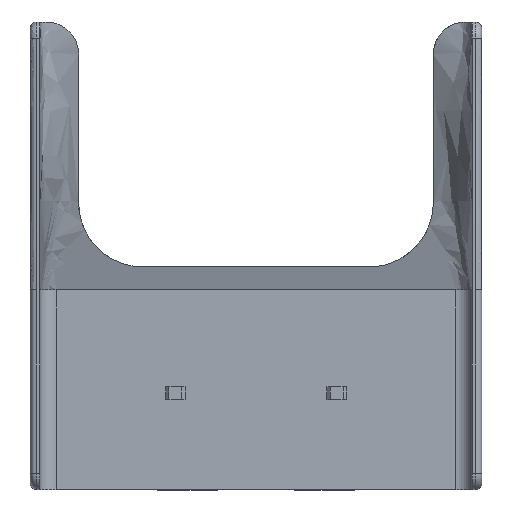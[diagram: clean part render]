
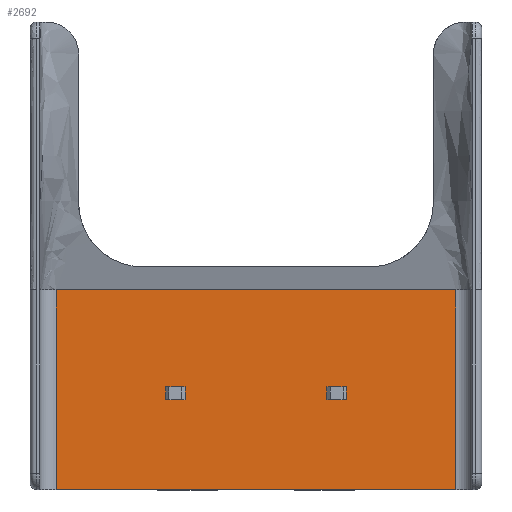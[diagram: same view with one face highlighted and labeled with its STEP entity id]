
A CAD part, top view. The second image highlights one B-rep face of the part: STEP entity #2692.
In plain terms, the highlighted planar face has unit normal (0, 0, 1).
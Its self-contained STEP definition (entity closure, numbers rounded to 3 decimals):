
#104=FACE_BOUND('',#466,.T.);
#105=FACE_BOUND('',#467,.T.);
#149=PLANE('',#2966);
#300=FACE_OUTER_BOUND('',#465,.T.);
#465=EDGE_LOOP('',(#2465,#2466,#2467,#2468));
#466=EDGE_LOOP('',(#2469,#2470,#2471,#2472));
#467=EDGE_LOOP('',(#2473,#2474,#2475,#2476));
#627=LINE('',#7376,#800);
#643=LINE('',#7629,#816);
#688=LINE('',#7798,#861);
#691=LINE('',#7803,#864);
#693=LINE('',#7807,#866);
#695=LINE('',#7810,#868);
#696=LINE('',#7814,#869);
#699=LINE('',#7819,#872);
#701=LINE('',#7823,#874);
#703=LINE('',#7826,#876);
#728=LINE('',#8296,#901);
#729=LINE('',#8298,#902);
#800=VECTOR('',#3343,10.);
#816=VECTOR('',#3387,10.);
#861=VECTOR('',#3484,10.);
#864=VECTOR('',#3489,10.);
#866=VECTOR('',#3493,10.);
#868=VECTOR('',#3497,10.);
#869=VECTOR('',#3500,10.);
#872=VECTOR('',#3505,10.);
#874=VECTOR('',#3509,10.);
#876=VECTOR('',#3513,10.);
#901=VECTOR('',#3656,10.);
#902=VECTOR('',#3659,10.);
#1201=VERTEX_POINT('',#7373);
#1202=VERTEX_POINT('',#7375);
#1222=VERTEX_POINT('',#7626);
#1223=VERTEX_POINT('',#7628);
#1248=VERTEX_POINT('',#7796);
#1249=VERTEX_POINT('',#7797);
#1250=VERTEX_POINT('',#7802);
#1251=VERTEX_POINT('',#7806);
#1252=VERTEX_POINT('',#7812);
#1253=VERTEX_POINT('',#7813);
#1254=VERTEX_POINT('',#7818);
#1255=VERTEX_POINT('',#7822);
#1528=EDGE_CURVE('',#1202,#1201,#627,.T.);
#1561=EDGE_CURVE('',#1222,#1223,#643,.T.);
#1608=EDGE_CURVE('',#1248,#1249,#688,.T.);
#1611=EDGE_CURVE('',#1249,#1250,#691,.T.);
#1613=EDGE_CURVE('',#1250,#1251,#693,.T.);
#1615=EDGE_CURVE('',#1251,#1248,#695,.T.);
#1616=EDGE_CURVE('',#1252,#1253,#696,.T.);
#1619=EDGE_CURVE('',#1253,#1254,#699,.T.);
#1621=EDGE_CURVE('',#1254,#1255,#701,.T.);
#1623=EDGE_CURVE('',#1255,#1252,#703,.T.);
#1676=EDGE_CURVE('',#1201,#1223,#728,.T.);
#1677=EDGE_CURVE('',#1202,#1222,#729,.T.);
#2465=ORIENTED_EDGE('',*,*,#1528,.T.);
#2466=ORIENTED_EDGE('',*,*,#1676,.T.);
#2467=ORIENTED_EDGE('',*,*,#1561,.F.);
#2468=ORIENTED_EDGE('',*,*,#1677,.F.);
#2469=ORIENTED_EDGE('',*,*,#1608,.T.);
#2470=ORIENTED_EDGE('',*,*,#1611,.T.);
#2471=ORIENTED_EDGE('',*,*,#1613,.T.);
#2472=ORIENTED_EDGE('',*,*,#1615,.T.);
#2473=ORIENTED_EDGE('',*,*,#1616,.T.);
#2474=ORIENTED_EDGE('',*,*,#1619,.T.);
#2475=ORIENTED_EDGE('',*,*,#1621,.T.);
#2476=ORIENTED_EDGE('',*,*,#1623,.T.);
#2692=ADVANCED_FACE('',(#300,#104,#105),#149,.T.);
#2966=AXIS2_PLACEMENT_3D('',#8297,#3657,#3658);
#3343=DIRECTION('',(1.,0.,0.));
#3387=DIRECTION('',(1.,0.,0.));
#3484=DIRECTION('',(1.,0.,0.));
#3489=DIRECTION('',(0.,-1.,0.));
#3493=DIRECTION('',(-1.,0.,0.));
#3497=DIRECTION('',(0.,1.,0.));
#3500=DIRECTION('',(0.,-1.,0.));
#3505=DIRECTION('',(-1.,0.,0.));
#3509=DIRECTION('',(0.,1.,0.));
#3513=DIRECTION('',(1.,0.,0.));
#3656=DIRECTION('',(0.,1.,0.));
#3657=DIRECTION('center_axis',(0.,0.,1.));
#3658=DIRECTION('ref_axis',(1.,0.,0.));
#3659=DIRECTION('',(0.,1.,0.));
#7373=CARTESIAN_POINT('',(62.,0.,1.5));
#7375=CARTESIAN_POINT('',(-62.,0.,1.5));
#7376=CARTESIAN_POINT('',(-62.,0.,1.5));
#7626=CARTESIAN_POINT('',(-62.,62.,1.5));
#7628=CARTESIAN_POINT('',(62.,62.,1.5));
#7629=CARTESIAN_POINT('',(-62.,62.,1.5));
#7796=CARTESIAN_POINT('',(23.,32.,1.5));
#7797=CARTESIAN_POINT('',(27.,32.,1.5));
#7798=CARTESIAN_POINT('',(-17.5,32.,1.5));
#7802=CARTESIAN_POINT('',(27.,28.,1.5));
#7803=CARTESIAN_POINT('',(27.,14.,1.5));
#7806=CARTESIAN_POINT('',(23.,28.,1.5));
#7807=CARTESIAN_POINT('',(-19.5,28.,1.5));
#7810=CARTESIAN_POINT('',(23.,16.,1.5));
#7812=CARTESIAN_POINT('',(-23.,32.,1.5));
#7813=CARTESIAN_POINT('',(-23.,28.,1.5));
#7814=CARTESIAN_POINT('',(-23.,14.,1.5));
#7818=CARTESIAN_POINT('',(-27.,28.,1.5));
#7819=CARTESIAN_POINT('',(-44.5,28.,1.5));
#7822=CARTESIAN_POINT('',(-27.,32.,1.5));
#7823=CARTESIAN_POINT('',(-27.,16.,1.5));
#7826=CARTESIAN_POINT('',(-42.5,32.,1.5));
#8296=CARTESIAN_POINT('',(62.,0.,1.5));
#8297=CARTESIAN_POINT('Origin',(-62.,0.,1.5));
#8298=CARTESIAN_POINT('',(-62.,0.,1.5));
